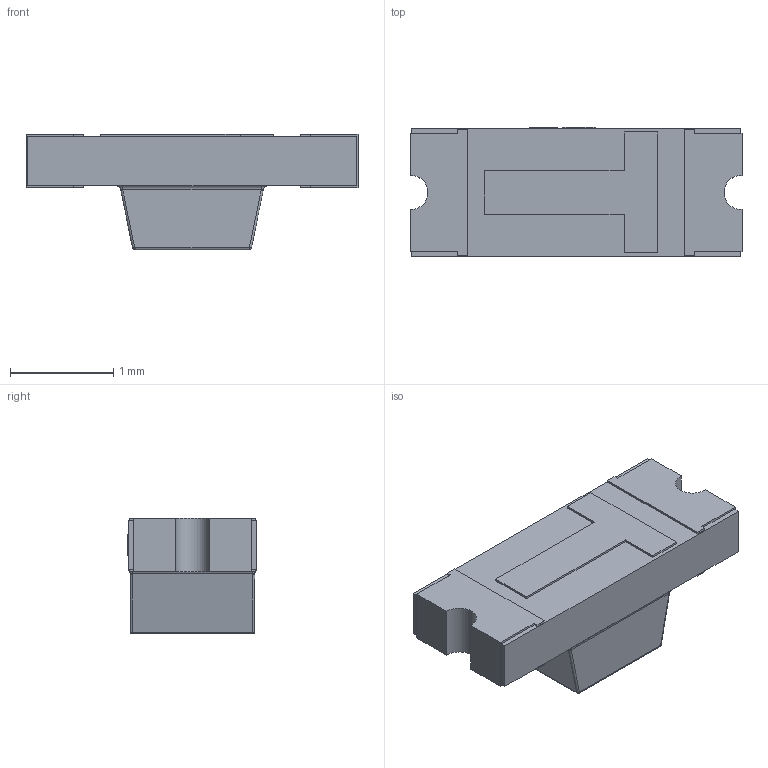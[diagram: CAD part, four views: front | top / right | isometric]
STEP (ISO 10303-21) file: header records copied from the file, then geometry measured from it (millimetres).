
FILE_DESCRIPTION(/* description */ ('STEP AP214'),/* implementation_level */ '2;1');
FILE_NAME(/* name */ '1206G-REVERSE.step',/* time_stamp */ '2024-11-11T10:17:18+08:00',/* author */ (''),/* organization */ (''),/* preprocessor_version */ 'ST-DEVELOPER v20',/* originating_system */ 'Autodesk Translation Framework v13.20.0.188',/* authorisation */ '');
FILE_SCHEMA (('AUTOMOTIVE_DESIGN { 1 0 10303 214 3 1 1 }'));
Length unit declared in the file: millimetre
Products named in the file (1): LED-SMD_L3.2-W1.3-RD_GREEN-MHT151UGCT
Bounding box: 3.22 x 1.26 x 1.12 mm (x, y, z)
Volume: 2.9 mm3; surface area: 15.6 mm2
Topology: 1 solids, 1 shells, 361 faces, 976 edges, 640 vertices
Faces by surface type: plane 221, bspline 122, cylinder 14, sphere 4
Entity records: 13145 total; most frequent: CARTESIAN_POINT 4270, ORIENTED_EDGE 1944, DIRECTION 1420, EDGE_CURVE 972, LINE 704, VECTOR 704, VERTEX_POINT 640, EDGE_LOOP 388
